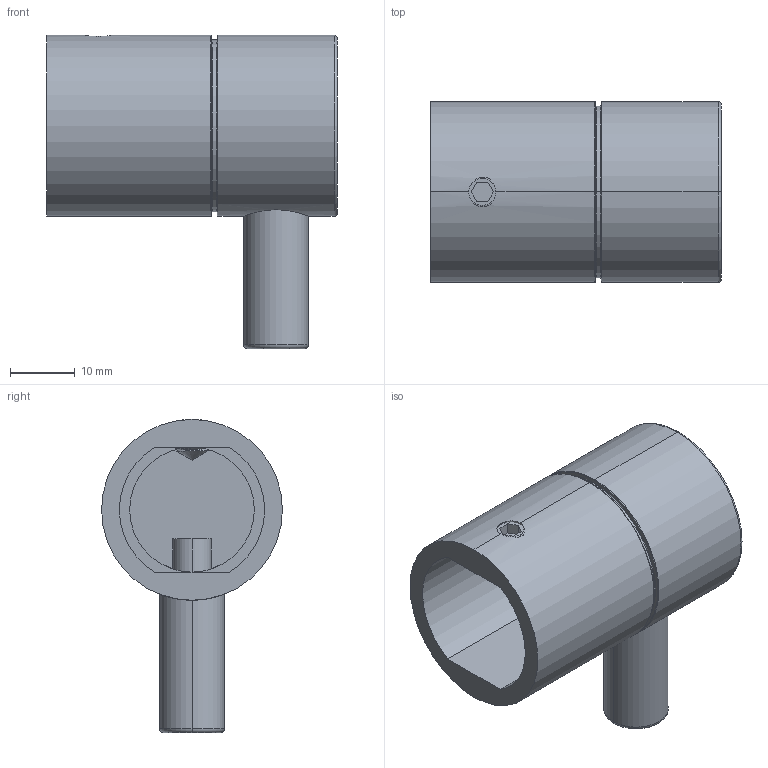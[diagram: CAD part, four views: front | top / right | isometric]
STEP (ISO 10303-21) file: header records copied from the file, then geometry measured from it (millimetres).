
FILE_DESCRIPTION((''),'2;1');
FILE_NAME('MG26711_ASM','2023-09-18T19:39:52',('Admin'),(''),'CREO PARAMETRIC BY PTC INC, 2018050','CREO PARAMETRIC BY PTC INC, 2018050','');
FILE_SCHEMA(('CONFIG_CONTROL_DESIGN'));
Length unit declared in the file: millimetre
Products named in the file (4): MG26711-01; MG26711-02; M50001; MG26711_ASM
Assembly tree (3 placements, depth 2):
  MG26711_ASM
    MG26711-01
    MG26711-02
    M50001
Bounding box: 45 x 28 x 48.5 mm (x, y, z)
Volume: 12565.4 mm3; surface area: 9995.8 mm2
Topology: 3 solids, 3 shells, 93 faces, 227 edges, 142 vertices
Faces by surface type: cylinder 40, plane 30, torus 12, bspline 8, cone 3
Entity records: 5594 total; most frequent: CARTESIAN_POINT 3385, ORIENTED_EDGE 450, DIRECTION 422, EDGE_CURVE 225, AXIS2_PLACEMENT_3D 163, VERTEX_POINT 142, EDGE_LOOP 103, VECTOR 96
